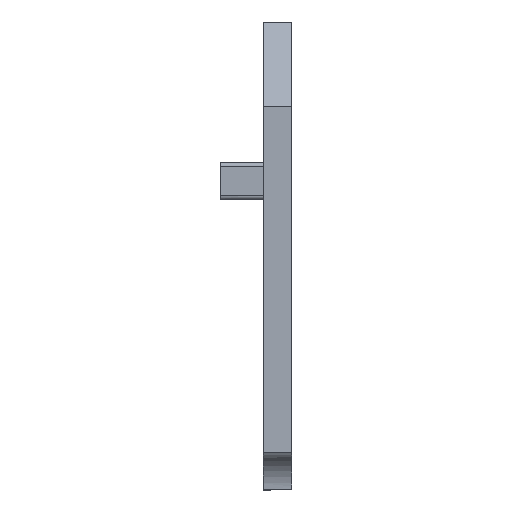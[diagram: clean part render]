
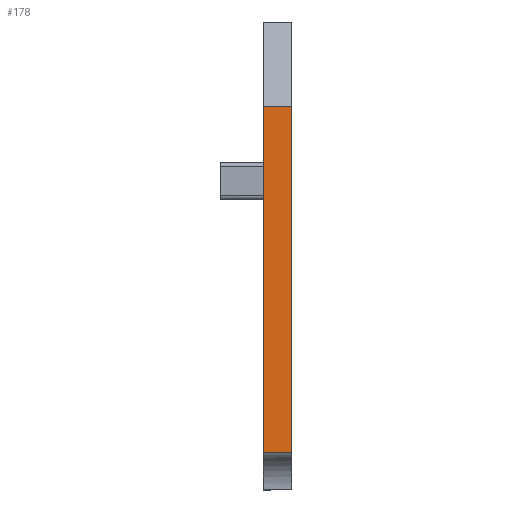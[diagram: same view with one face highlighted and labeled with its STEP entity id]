
A CAD part, front view. The second image highlights one B-rep face of the part: STEP entity #178.
In plain terms, the highlighted planar face has unit normal (0, -1, 0).
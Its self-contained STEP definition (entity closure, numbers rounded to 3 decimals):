
#158=AXIS2_PLACEMENT_3D('Plane Axis2P3D',#155,#156,#157) ;
#42=CARTESIAN_POINT('Vertex',(3.8,0.,20.5)) ;
#45=CARTESIAN_POINT('Line Origine',(3.8,0.,11.25)) ;
#49=CARTESIAN_POINT('Vertex',(3.8,0.,2.)) ;
#128=CARTESIAN_POINT('Line Origine',(3.05,0.,20.5)) ;
#132=CARTESIAN_POINT('Vertex',(2.3,0.,20.5)) ;
#155=CARTESIAN_POINT('Axis2P3D Location',(3.8,0.,2.)) ;
#160=CARTESIAN_POINT('Line Origine',(2.3,0.,11.25)) ;
#164=CARTESIAN_POINT('Vertex',(2.3,0.,2.)) ;
#167=CARTESIAN_POINT('Line Origine',(3.05,0.,2.)) ;
#46=DIRECTION('Vector Direction',(0.,0.,-1.)) ;
#129=DIRECTION('Vector Direction',(-1.,0.,0.)) ;
#156=DIRECTION('Axis2P3D Direction',(0.,-1.,0.)) ;
#157=DIRECTION('Axis2P3D XDirection',(0.,0.,-1.)) ;
#161=DIRECTION('Vector Direction',(0.,0.,-1.)) ;
#168=DIRECTION('Vector Direction',(1.,0.,0.)) ;
#47=VECTOR('Line Direction',#46,1.) ;
#130=VECTOR('Line Direction',#129,1.) ;
#162=VECTOR('Line Direction',#161,1.) ;
#169=VECTOR('Line Direction',#168,1.) ;
#173=ORIENTED_EDGE('',*,*,#51,.F.) ;
#174=ORIENTED_EDGE('',*,*,#134,.T.) ;
#175=ORIENTED_EDGE('',*,*,#166,.T.) ;
#176=ORIENTED_EDGE('',*,*,#171,.T.) ;
#178=ADVANCED_FACE('Koerper.2 ( *SOL1 - wsp *MASTER -  -Non Smart-  )',(#177),#159,.T.) ;
#51=EDGE_CURVE('',#43,#50,#48,.T.) ;
#134=EDGE_CURVE('',#43,#133,#131,.T.) ;
#166=EDGE_CURVE('',#133,#165,#163,.T.) ;
#171=EDGE_CURVE('',#165,#50,#170,.T.) ;
#172=EDGE_LOOP('',(#173,#174,#175,#176)) ;
#177=FACE_OUTER_BOUND('',#172,.T.) ;
#48=LINE('Line',#45,#47) ;
#131=LINE('Line',#128,#130) ;
#163=LINE('Line',#160,#162) ;
#170=LINE('Line',#167,#169) ;
#159=PLANE('',#158) ;
#43=VERTEX_POINT('',#42) ;
#50=VERTEX_POINT('',#49) ;
#133=VERTEX_POINT('',#132) ;
#165=VERTEX_POINT('',#164) ;
